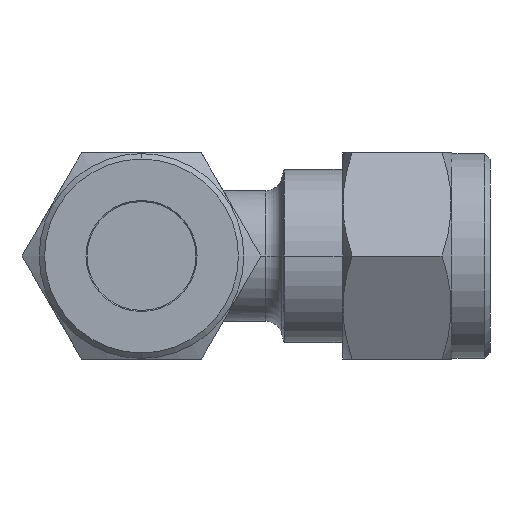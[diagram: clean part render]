
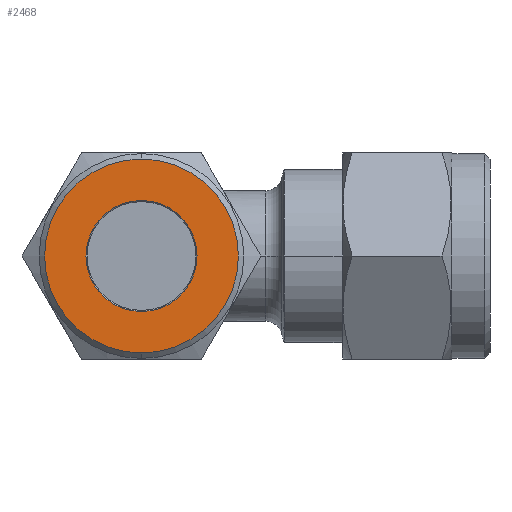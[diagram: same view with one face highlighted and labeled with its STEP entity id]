
A CAD part, front view. The second image highlights one B-rep face of the part: STEP entity #2468.
In plain terms, the highlighted planar face has unit normal (0, -1, 0).
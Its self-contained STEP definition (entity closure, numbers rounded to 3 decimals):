
#326 = AXIS2_PLACEMENT_3D ( 'NONE', #2623, #2624, #2625 ) ;
#327 = AXIS2_PLACEMENT_3D ( 'NONE', #2626, #2627, #2628 ) ;
#331 = AXIS2_PLACEMENT_3D ( 'NONE', #2477, #2478, #2479 ) ;
#338 = AXIS2_PLACEMENT_3D ( 'NONE', #2516, #2517, #2518 ) ;
#455 = AXIS2_PLACEMENT_3D ( 'NONE', #2097, #2096, #2101 ) ;
#463 = VERTEX_POINT ( 'NONE', #1957 ) ;
#465 = VERTEX_POINT ( 'NONE', #1958 ) ;
#468 = VERTEX_POINT ( 'NONE', #1960 ) ;
#483 = VERTEX_POINT ( 'NONE', #2228 ) ;
#751 = ORIENTED_EDGE ( 'NONE', *, *, #1485, .T. ) ;
#752 = ORIENTED_EDGE ( 'NONE', *, *, #1518, .T. ) ;
#753 = ORIENTED_EDGE ( 'NONE', *, *, #1502, .T. ) ;
#754 = ORIENTED_EDGE ( 'NONE', *, *, #1484, .T. ) ;
#1236 = EDGE_LOOP ( 'NONE', ( #751, #752 ) ) ;
#1237 = EDGE_LOOP ( 'NONE', ( #753, #754 ) ) ;
#1362 = CIRCLE ( 'NONE', #326, 5.1 ) ;
#1364 = CIRCLE ( 'NONE', #327, 8.9 ) ;
#1379 = CIRCLE ( 'NONE', #331, 5.1 ) ;
#1401 = CIRCLE ( 'NONE', #338, 8.9 ) ;
#1484 = EDGE_CURVE ( 'NONE', #463, #465, #1362, .T. ) ;
#1485 = EDGE_CURVE ( 'NONE', #483, #468, #1364, .T. ) ;
#1502 = EDGE_CURVE ( 'NONE', #465, #463, #1379, .T. ) ;
#1518 = EDGE_CURVE ( 'NONE', #468, #483, #1401, .T. ) ;
#1899 = FACE_OUTER_BOUND ( 'NONE', #1236, .T. ) ;
#1901 = FACE_BOUND ( 'NONE', #1237, .T. ) ;
#1957 = CARTESIAN_POINT ( 'NONE',  ( 0., -6., -5.1 ) ) ;
#1958 = CARTESIAN_POINT ( 'NONE',  ( 0., -6., 5.1 ) ) ;
#1960 = CARTESIAN_POINT ( 'NONE',  ( 0., -6., 8.9 ) ) ;
#2096 = DIRECTION ( 'NONE',  ( 0., -1., 0. ) ) ;
#2097 = CARTESIAN_POINT ( 'NONE',  ( -9.4, -6., 0. ) ) ;
#2099 = PLANE ( 'NONE',  #455 ) ;
#2101 = DIRECTION ( 'NONE',  ( 0., 0., 1. ) ) ;
#2228 = CARTESIAN_POINT ( 'NONE',  ( 0., -6., -8.9 ) ) ;
#2468 = ADVANCED_FACE ( 'NONE', ( #1899, #1901 ), #2099, .T. ) ;
#2477 = CARTESIAN_POINT ( 'NONE',  ( 0., -6., 0. ) ) ;
#2478 = DIRECTION ( 'NONE',  ( 0., 1., 0. ) ) ;
#2479 = DIRECTION ( 'NONE',  ( 0., 0., -1. ) ) ;
#2516 = CARTESIAN_POINT ( 'NONE',  ( 0., -6., 0. ) ) ;
#2517 = DIRECTION ( 'NONE',  ( 0., -1., 0. ) ) ;
#2518 = DIRECTION ( 'NONE',  ( 0., 0., 1. ) ) ;
#2623 = CARTESIAN_POINT ( 'NONE',  ( 0., -6., 0. ) ) ;
#2624 = DIRECTION ( 'NONE',  ( 0., 1., 0. ) ) ;
#2625 = DIRECTION ( 'NONE',  ( 0., 0., -1. ) ) ;
#2626 = CARTESIAN_POINT ( 'NONE',  ( 0., -6., 0. ) ) ;
#2627 = DIRECTION ( 'NONE',  ( 0., -1., 0. ) ) ;
#2628 = DIRECTION ( 'NONE',  ( 0., 0., 1. ) ) ;
